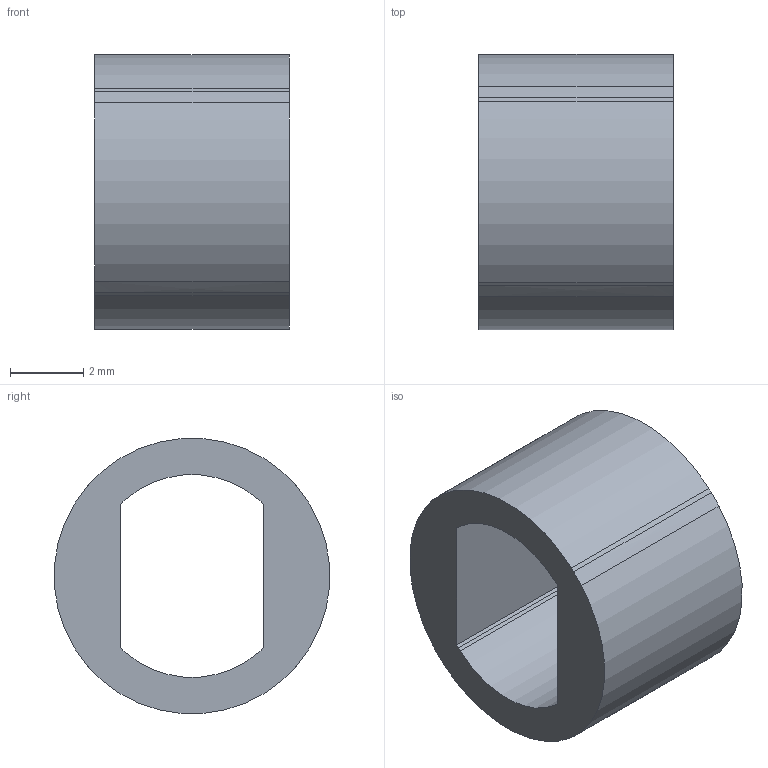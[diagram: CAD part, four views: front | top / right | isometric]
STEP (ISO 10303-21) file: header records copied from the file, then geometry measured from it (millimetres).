
FILE_DESCRIPTION(/* description */ (''),/* implementation_level */ '2;1');
FILE_NAME(/* name */ 'Calo Disco Encoder.step',/* time_stamp */ '2024-11-18T13:12:22-03:00',/* author */ (''),/* organization */ (''),/* preprocessor_version */ 'ST-DEVELOPER v20',/* originating_system */ 'Autodesk Translation Framework v13.20.0.188',/* authorisation */ '');
FILE_SCHEMA (('AUTOMOTIVE_DESIGN { 1 0 10303 214 3 1 1 }'));
Length unit declared in the file: millimetre
Products named in the file (1): Calço Disco Encoder
Bounding box: 5.33 x 7.53 x 7.53 mm (x, y, z)
Volume: 133 mm3; surface area: 264.5 mm2
Topology: 1 solids, 1 shells, 26 faces, 72 edges, 48 vertices
Faces by surface type: bspline 16, cylinder 6, plane 4
Entity records: 1321 total; most frequent: CARTESIAN_POINT 715, ORIENTED_EDGE 144, DIRECTION 74, EDGE_CURVE 72, VERTEX_POINT 48, B_SPLINE_CURVE_WITH_KNOTS 32, EDGE_LOOP 28, LINE 28
